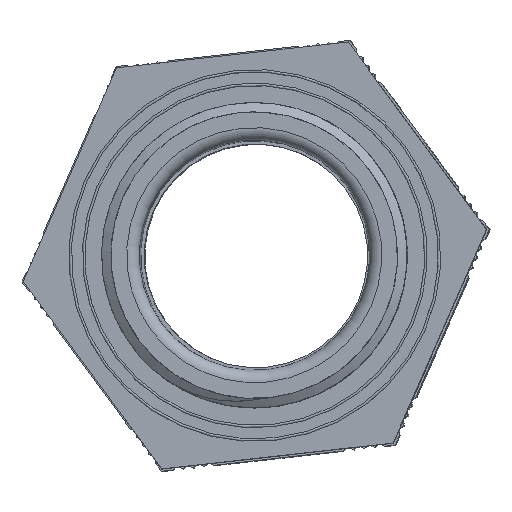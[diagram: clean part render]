
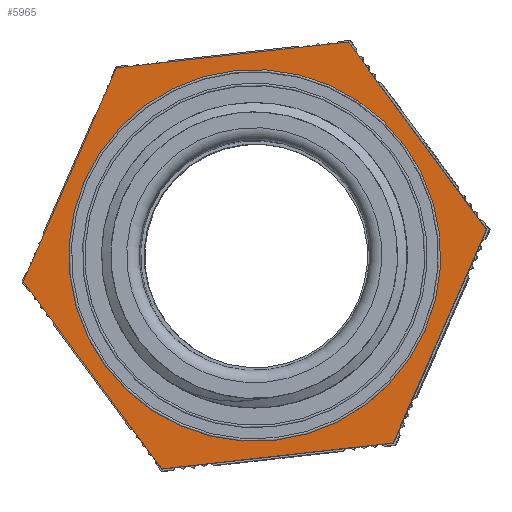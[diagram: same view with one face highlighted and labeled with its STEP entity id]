
A CAD part, top view. The second image highlights one B-rep face of the part: STEP entity #5965.
In plain terms, the highlighted face is planar.
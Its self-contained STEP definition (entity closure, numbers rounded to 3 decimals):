
#84=FACE_BOUND('',#1158,.T.);
#246=CIRCLE('',#6481,15.05);
#478=PLANE('',#6482);
#806=FACE_OUTER_BOUND('',#1157,.T.);
#1157=EDGE_LOOP('',(#4766,#4767,#4768,#4769,#4770,#4771));
#1158=EDGE_LOOP('',(#4772));
#1549=LINE('',#11687,#2086);
#1550=LINE('',#11689,#2087);
#1551=LINE('',#11691,#2088);
#1552=LINE('',#11693,#2089);
#1553=LINE('',#11695,#2090);
#1554=LINE('',#11696,#2091);
#2086=VECTOR('',#7563,10.);
#2087=VECTOR('',#7564,10.);
#2088=VECTOR('',#7565,10.);
#2089=VECTOR('',#7566,10.);
#2090=VECTOR('',#7567,10.);
#2091=VECTOR('',#7568,10.);
#2757=VERTEX_POINT('',#11682);
#2758=VERTEX_POINT('',#11685);
#2759=VERTEX_POINT('',#11686);
#2760=VERTEX_POINT('',#11688);
#2761=VERTEX_POINT('',#11690);
#2762=VERTEX_POINT('',#11692);
#2763=VERTEX_POINT('',#11694);
#3488=EDGE_CURVE('',#2757,#2757,#246,.T.);
#3489=EDGE_CURVE('',#2758,#2759,#1549,.T.);
#3490=EDGE_CURVE('',#2759,#2760,#1550,.T.);
#3491=EDGE_CURVE('',#2760,#2761,#1551,.T.);
#3492=EDGE_CURVE('',#2761,#2762,#1552,.T.);
#3493=EDGE_CURVE('',#2762,#2763,#1553,.T.);
#3494=EDGE_CURVE('',#2763,#2758,#1554,.T.);
#4766=ORIENTED_EDGE('',*,*,#3489,.T.);
#4767=ORIENTED_EDGE('',*,*,#3490,.T.);
#4768=ORIENTED_EDGE('',*,*,#3491,.T.);
#4769=ORIENTED_EDGE('',*,*,#3492,.T.);
#4770=ORIENTED_EDGE('',*,*,#3493,.T.);
#4771=ORIENTED_EDGE('',*,*,#3494,.T.);
#4772=ORIENTED_EDGE('',*,*,#3488,.T.);
#5965=ADVANCED_FACE('',(#806,#84),#478,.T.);
#6481=AXIS2_PLACEMENT_3D('',#11683,#7559,#7560);
#6482=AXIS2_PLACEMENT_3D('',#11684,#7561,#7562);
#7559=DIRECTION('center_axis',(0.,0.,-1.));
#7560=DIRECTION('ref_axis',(-1.,0.,0.));
#7561=DIRECTION('center_axis',(0.,0.,1.));
#7562=DIRECTION('ref_axis',(1.,0.,0.));
#7563=DIRECTION('',(0.501,-0.865,0.));
#7564=DIRECTION('',(1.,0.001,0.));
#7565=DIRECTION('',(0.499,0.867,0.));
#7566=DIRECTION('',(-0.501,0.865,0.));
#7567=DIRECTION('',(-1.,-0.001,0.));
#7568=DIRECTION('',(-0.499,-0.867,0.));
#11682=CARTESIAN_POINT('',(15.05,0.,18.63));
#11683=CARTESIAN_POINT('Origin',(0.,0.,18.63));
#11684=CARTESIAN_POINT('Origin',(0.,0.,18.63));
#11685=CARTESIAN_POINT('',(-18.862,-0.022,18.63));
#11686=CARTESIAN_POINT('',(-9.412,-16.346,18.63));
#11687=CARTESIAN_POINT('',(-9.412,-16.346,18.63));
#11688=CARTESIAN_POINT('',(9.45,-16.324,18.63));
#11689=CARTESIAN_POINT('',(9.45,-16.324,18.63));
#11690=CARTESIAN_POINT('',(18.862,0.022,18.63));
#11691=CARTESIAN_POINT('',(18.862,0.022,18.63));
#11692=CARTESIAN_POINT('',(9.412,16.346,18.63));
#11693=CARTESIAN_POINT('',(9.412,16.346,18.63));
#11694=CARTESIAN_POINT('',(-9.45,16.324,18.63));
#11695=CARTESIAN_POINT('',(-9.45,16.324,18.63));
#11696=CARTESIAN_POINT('',(-18.862,-0.022,18.63));
